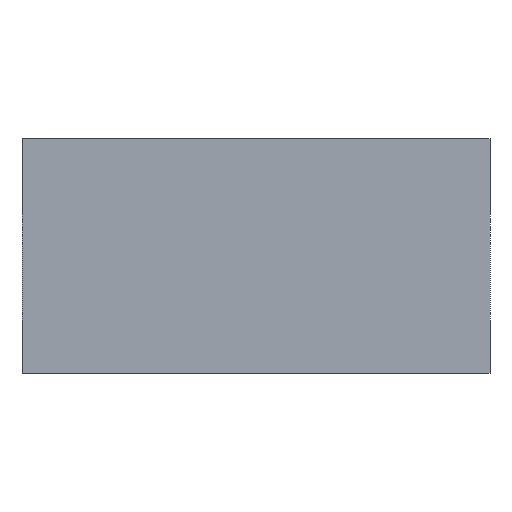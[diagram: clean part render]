
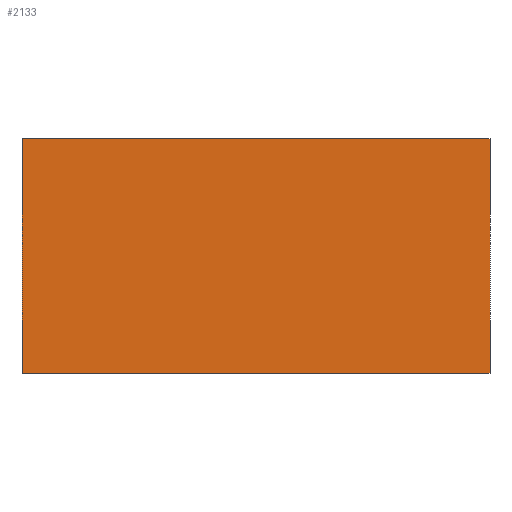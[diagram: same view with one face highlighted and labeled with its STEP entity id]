
A CAD part, front view. The second image highlights one B-rep face of the part: STEP entity #2133.
In plain terms, the highlighted planar face has unit normal (0, -1, 0).
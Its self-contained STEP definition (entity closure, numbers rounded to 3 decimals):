
#108=FACE_OUTER_BOUND('',#206,.T.);
#206=EDGE_LOOP('',(#1734,#1735,#1736,#1737));
#304=LINE('',#2936,#592);
#492=LINE('',#3311,#780);
#493=LINE('',#3314,#781);
#494=LINE('',#3315,#782);
#592=VECTOR('',#2356,10.);
#780=VECTOR('',#2730,10.);
#781=VECTOR('',#2733,10.);
#782=VECTOR('',#2734,10.);
#880=VERTEX_POINT('',#2933);
#881=VERTEX_POINT('',#2935);
#975=VERTEX_POINT('',#3309);
#976=VERTEX_POINT('',#3313);
#1072=EDGE_CURVE('',#880,#881,#304,.T.);
#1260=EDGE_CURVE('',#880,#975,#492,.T.);
#1261=EDGE_CURVE('',#976,#975,#493,.T.);
#1262=EDGE_CURVE('',#881,#976,#494,.T.);
#1734=ORIENTED_EDGE('',*,*,#1260,.T.);
#1735=ORIENTED_EDGE('',*,*,#1261,.F.);
#1736=ORIENTED_EDGE('',*,*,#1262,.F.);
#1737=ORIENTED_EDGE('',*,*,#1072,.F.);
#1936=PLANE('',#2254);
#2133=ADVANCED_FACE('',(#108),#1936,.T.);
#2254=AXIS2_PLACEMENT_3D('',#3312,#2731,#2732);
#2356=DIRECTION('',(-1.,0.,0.));
#2730=DIRECTION('',(0.,0.,1.));
#2731=DIRECTION('center_axis',(0.,-1.,0.));
#2732=DIRECTION('ref_axis',(1.,0.,0.));
#2733=DIRECTION('',(1.,0.,0.));
#2734=DIRECTION('',(0.,0.,1.));
#2933=CARTESIAN_POINT('',(313.763,75.113,126.648));
#2935=CARTESIAN_POINT('',(193.763,75.113,126.648));
#2936=CARTESIAN_POINT('',(193.763,75.113,126.648));
#3309=CARTESIAN_POINT('',(313.763,75.113,186.648));
#3311=CARTESIAN_POINT('',(313.763,75.113,156.648));
#3312=CARTESIAN_POINT('Origin',(193.763,75.113,156.648));
#3313=CARTESIAN_POINT('',(193.763,75.113,186.648));
#3314=CARTESIAN_POINT('',(193.763,75.113,186.648));
#3315=CARTESIAN_POINT('',(193.763,75.113,156.648));
